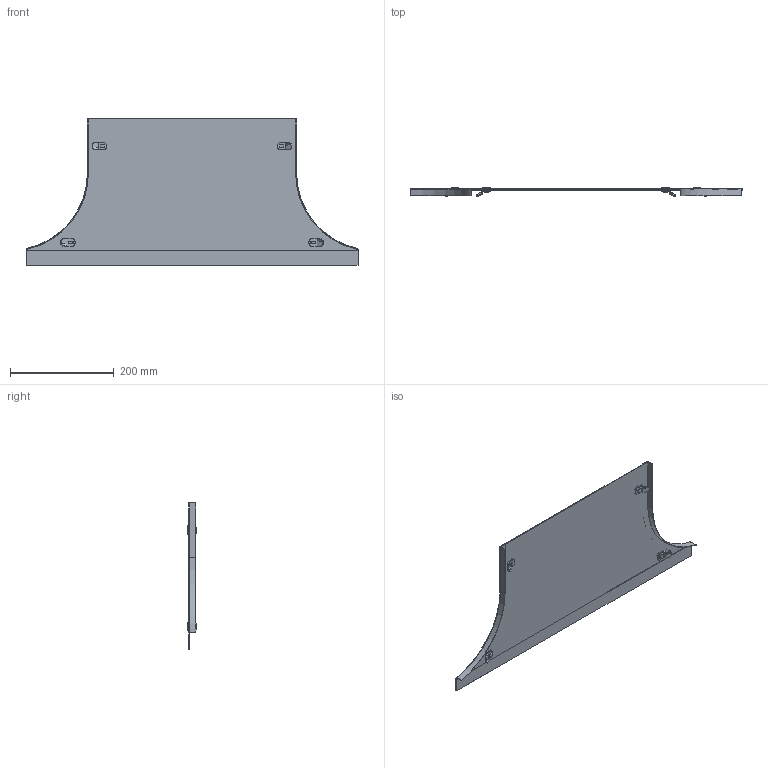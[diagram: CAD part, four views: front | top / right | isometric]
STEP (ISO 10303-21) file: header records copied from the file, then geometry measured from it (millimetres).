
FILE_DESCRIPTION (( 'STEP AP214' ), '1' );
FILE_NAME ('7131356.STP', '2019-06-17T08:02:43', ( '' ), ( '' ), 'SwSTEP 2.0', 'SolidWorks 2018', '' );
FILE_SCHEMA (( 'AUTOMOTIVE_DESIGN' ));
Length unit declared in the file: millimetre
Products named in the file (7): KTS 08.046-133_Innenwinkel links; KTS 08.046-125_NB=400 BK  1,5x282x641   d=13; KTS 08.081-003_Standard; KTS 08.080-022_Standard; 7131356; KTS 08.046-133_Innenwinkel rechts; KTS 08.082-005_Standard
Assembly tree (9 placements, depth 3):
  7131356
    KTS 08.046-125_NB=400 BK  1,5x282x641   d=13
    KTS 08.046-133_Innenwinkel rechts
    KTS 08.046-133_Innenwinkel links
    KTS 08.080-022_Standard  x4
      KTS 08.082-005_Standard
      KTS 08.081-003_Standard
Bounding box: 641 x 16.98 x 282 mm (x, y, z)
Volume: 217080.9 mm3; surface area: 301969.4 mm2
Topology: 11 solids, 11 shells, 238 faces, 588 edges, 384 vertices
Faces by surface type: plane 140, cylinder 66, torus 18, bspline 14
Entity records: 3572 total; most frequent: CARTESIAN_POINT 765, DIRECTION 529, ORIENTED_EDGE 528, EDGE_CURVE 264, AXIS2_PLACEMENT_3D 179, VERTEX_POINT 174, LINE 171, VECTOR 171
